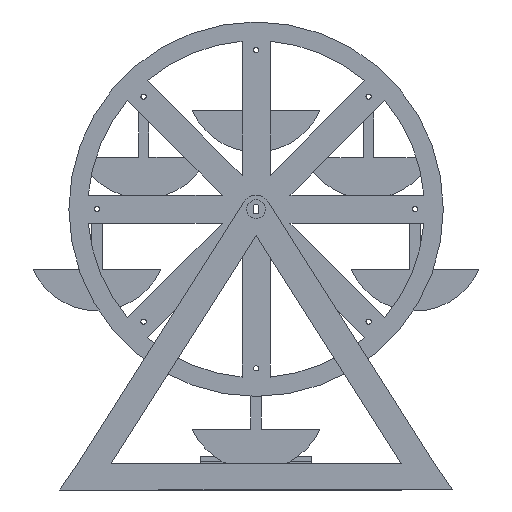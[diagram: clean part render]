
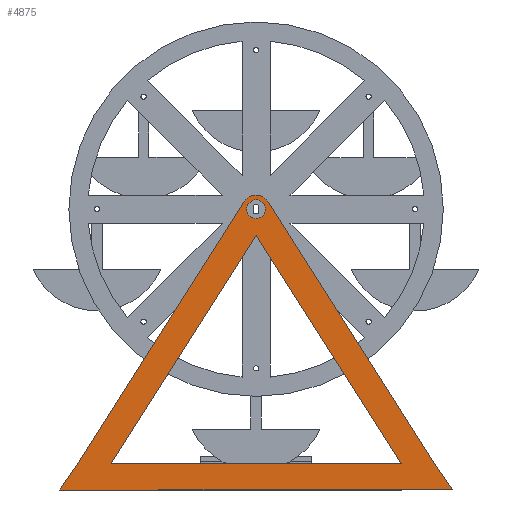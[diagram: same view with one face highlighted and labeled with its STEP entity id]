
A CAD part, front view. The second image highlights one B-rep face of the part: STEP entity #4875.
In plain terms, the highlighted planar face has unit normal (0, -1, 0).
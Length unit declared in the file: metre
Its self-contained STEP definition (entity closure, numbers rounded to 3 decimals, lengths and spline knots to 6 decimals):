
#67=CIRCLE('',#5325,0.0075);
#68=CIRCLE('',#5329,0.005);
#713=ORIENTED_EDGE('',*,*,#1797,.T.);
#714=ORIENTED_EDGE('',*,*,#1804,.F.);
#715=ORIENTED_EDGE('',*,*,#1835,.T.);
#716=ORIENTED_EDGE('',*,*,#1838,.F.);
#717=ORIENTED_EDGE('',*,*,#1840,.F.);
#718=ORIENTED_EDGE('',*,*,#1817,.T.);
#719=ORIENTED_EDGE('',*,*,#1828,.F.);
#720=ORIENTED_EDGE('',*,*,#1832,.T.);
#721=ORIENTED_EDGE('',*,*,#1842,.F.);
#722=ORIENTED_EDGE('',*,*,#1843,.F.);
#1797=EDGE_CURVE('',#2411,#2409,#2891,.T.);
#1804=EDGE_CURVE('',#2416,#2409,#2898,.T.);
#1817=EDGE_CURVE('',#2423,#2411,#2909,.T.);
#1828=EDGE_CURVE('',#2429,#2430,#2918,.T.);
#1832=EDGE_CURVE('',#2429,#2432,#2922,.T.);
#1835=EDGE_CURVE('',#2416,#2434,#2925,.T.);
#1838=EDGE_CURVE('',#2436,#2434,#67,.T.);
#1840=EDGE_CURVE('',#2423,#2436,#2928,.T.);
#1842=EDGE_CURVE('',#2430,#2432,#2930,.T.);
#1843=EDGE_CURVE('',#2437,#2437,#68,.T.);
#2409=VERTEX_POINT('',#7441);
#2411=VERTEX_POINT('',#7444);
#2416=VERTEX_POINT('',#7456);
#2423=VERTEX_POINT('',#7482);
#2429=VERTEX_POINT('',#7503);
#2430=VERTEX_POINT('',#7505);
#2432=VERTEX_POINT('',#7511);
#2434=VERTEX_POINT('',#7517);
#2436=VERTEX_POINT('',#7523);
#2437=VERTEX_POINT('',#7533);
#2891=LINE('',#7443,#3381);
#2898=LINE('',#7457,#3388);
#2909=LINE('',#7481,#3399);
#2918=LINE('',#7504,#3408);
#2922=LINE('',#7512,#3412);
#2925=LINE('',#7518,#3415);
#2928=LINE('',#7527,#3418);
#2930=LINE('',#7530,#3420);
#3381=VECTOR('',#6014,1.);
#3388=VECTOR('',#6023,1.);
#3399=VECTOR('',#6048,1.);
#3408=VECTOR('',#6071,1.);
#3412=VECTOR('',#6077,1.);
#3415=VECTOR('',#6082,1.);
#3418=VECTOR('',#6093,1.);
#3420=VECTOR('',#6097,1.);
#3854=EDGE_LOOP('',(#713,#714,#715,#716,#717,#718));
#3855=EDGE_LOOP('',(#719,#720,#721));
#3856=EDGE_LOOP('',(#722));
#4292=FACE_BOUND('',#3854,.T.);
#4293=FACE_BOUND('',#3855,.T.);
#4294=FACE_BOUND('',#3856,.T.);
#4671=PLANE('',#5331);
#4875=ADVANCED_FACE('',(#4292,#4293,#4294),#4671,.T.);
#5325=AXIS2_PLACEMENT_3D('',#7524,#6088,#6089);
#5329=AXIS2_PLACEMENT_3D('',#7532,#6100,#6101);
#5331=AXIS2_PLACEMENT_3D('',#7536,#6104,#6105);
#6014=DIRECTION('',(1.,0.,0.));
#6023=DIRECTION('',(0.567,0.,-0.824));
#6048=DIRECTION('',(-0.567,0.,-0.824));
#6071=DIRECTION('',(1.,0.,0.));
#6077=DIRECTION('',(0.536,0.,0.844));
#6082=DIRECTION('',(-0.536,0.,0.844));
#6088=DIRECTION('',(0.,1.,0.));
#6089=DIRECTION('',(1.,0.,0.));
#6093=DIRECTION('',(0.536,0.,0.844));
#6097=DIRECTION('',(-0.536,0.,0.844));
#6100=DIRECTION('',(0.,-1.,0.));
#6101=DIRECTION('',(1.,0.,0.));
#6104=DIRECTION('',(0.,-1.,0.));
#6105=DIRECTION('',(1.,0.,0.));
#7441=CARTESIAN_POINT('',(0.104888,-0.105345,0.));
#7443=CARTESIAN_POINT('',(-0.086363,-0.105345,0.));
#7444=CARTESIAN_POINT('',(-0.104888,-0.105345,0.));
#7456=CARTESIAN_POINT('',(0.095244,-0.105345,0.014));
#7457=CARTESIAN_POINT('',(0.100069,-0.105345,0.006996));
#7481=CARTESIAN_POINT('',(-0.095247,-0.105345,0.013996));
#7482=CARTESIAN_POINT('',(-0.095244,-0.105345,0.014));
#7503=CARTESIAN_POINT('',(-0.077476,-0.105345,0.014));
#7504=CARTESIAN_POINT('',(0.,-0.105345,0.014));
#7505=CARTESIAN_POINT('',(0.077476,-0.105345,0.014));
#7511=CARTESIAN_POINT('',(0.,-0.105345,0.136009));
#7512=CARTESIAN_POINT('',(-0.038738,-0.105345,0.075004));
#7517=CARTESIAN_POINT('',(0.006331,-0.105345,0.15402));
#7518=CARTESIAN_POINT('',(0.050788,-0.105345,0.08401));
#7523=CARTESIAN_POINT('',(-0.006331,-0.105345,0.15402));
#7524=CARTESIAN_POINT('',(0.,-0.105345,0.15));
#7527=CARTESIAN_POINT('',(-0.050788,-0.105345,0.08401));
#7530=CARTESIAN_POINT('',(0.038738,-0.105345,0.075004));
#7532=CARTESIAN_POINT('',(0.,-0.105345,0.15));
#7533=CARTESIAN_POINT('',(0.005,-0.105345,0.15));
#7536=CARTESIAN_POINT('',(0.,-0.105345,0.07875));
